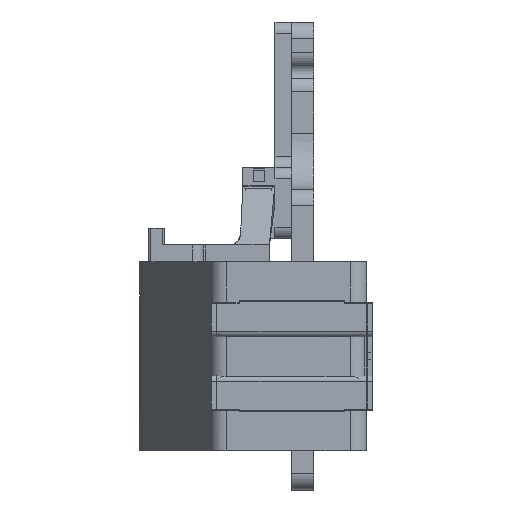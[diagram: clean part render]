
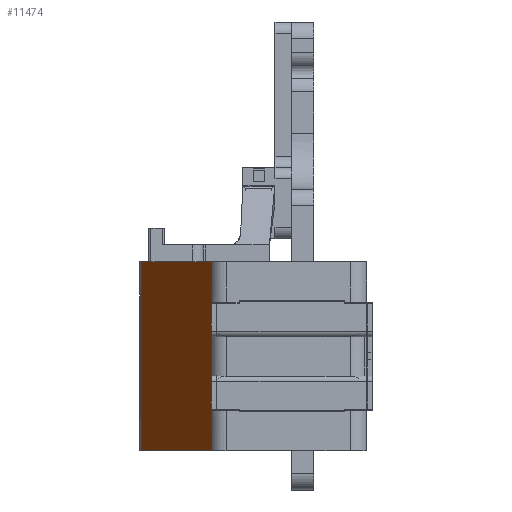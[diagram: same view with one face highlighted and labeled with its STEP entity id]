
A CAD part, left-side view. The second image highlights one B-rep face of the part: STEP entity #11474.
In plain terms, the highlighted planar face has unit normal (-0.49, 0.872, 0).
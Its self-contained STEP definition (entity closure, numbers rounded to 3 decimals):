
#371=PLANE('',#12432);
#964=FACE_OUTER_BOUND('',#1656,.T.);
#1656=EDGE_LOOP('',(#9384,#9385,#9386,#9387,#9388,#9389,#9390,#9391,#9392,
#9393));
#2002=LINE('',#16256,#3262);
#2015=LINE('',#16312,#3275);
#2759=LINE('',#18446,#4019);
#2760=LINE('',#18448,#4020);
#2761=LINE('',#18450,#4021);
#2762=LINE('',#18451,#4022);
#2763=LINE('',#18453,#4023);
#2764=LINE('',#18455,#4024);
#2765=LINE('',#18457,#4025);
#2766=LINE('',#18458,#4026);
#3262=VECTOR('',#12945,10.);
#3275=VECTOR('',#12990,10.);
#4019=VECTOR('',#14846,10.);
#4020=VECTOR('',#14847,10.);
#4021=VECTOR('',#14848,10.);
#4022=VECTOR('',#14849,10.);
#4023=VECTOR('',#14850,10.);
#4024=VECTOR('',#14851,10.);
#4025=VECTOR('',#14852,10.);
#4026=VECTOR('',#14853,10.);
#4903=VERTEX_POINT('',#16253);
#4904=VERTEX_POINT('',#16255);
#4930=VERTEX_POINT('',#16309);
#4931=VERTEX_POINT('',#16311);
#5632=VERTEX_POINT('',#18445);
#5633=VERTEX_POINT('',#18447);
#5634=VERTEX_POINT('',#18449);
#5635=VERTEX_POINT('',#18452);
#5636=VERTEX_POINT('',#18454);
#5637=VERTEX_POINT('',#18456);
#5990=EDGE_CURVE('',#4904,#4903,#2002,.T.);
#6017=EDGE_CURVE('',#4930,#4931,#2015,.T.);
#7013=EDGE_CURVE('',#4931,#5632,#2759,.T.);
#7014=EDGE_CURVE('',#5633,#4930,#2760,.T.);
#7015=EDGE_CURVE('',#5634,#5633,#2761,.T.);
#7016=EDGE_CURVE('',#4904,#5634,#2762,.T.);
#7017=EDGE_CURVE('',#4903,#5635,#2763,.T.);
#7018=EDGE_CURVE('',#5636,#5635,#2764,.T.);
#7019=EDGE_CURVE('',#5637,#5636,#2765,.T.);
#7020=EDGE_CURVE('',#5632,#5637,#2766,.T.);
#9384=ORIENTED_EDGE('',*,*,#7013,.F.);
#9385=ORIENTED_EDGE('',*,*,#6017,.F.);
#9386=ORIENTED_EDGE('',*,*,#7014,.F.);
#9387=ORIENTED_EDGE('',*,*,#7015,.F.);
#9388=ORIENTED_EDGE('',*,*,#7016,.F.);
#9389=ORIENTED_EDGE('',*,*,#5990,.T.);
#9390=ORIENTED_EDGE('',*,*,#7017,.T.);
#9391=ORIENTED_EDGE('',*,*,#7018,.F.);
#9392=ORIENTED_EDGE('',*,*,#7019,.F.);
#9393=ORIENTED_EDGE('',*,*,#7020,.F.);
#11474=ADVANCED_FACE('',(#964),#371,.T.);
#12432=AXIS2_PLACEMENT_3D('',#18444,#14844,#14845);
#12945=DIRECTION('',(-0.872,-0.49,0.));
#12990=DIRECTION('',(-0.872,-0.49,0.));
#14844=DIRECTION('center_axis',(-0.49,0.872,0.));
#14845=DIRECTION('ref_axis',(-0.872,-0.49,0.));
#14846=DIRECTION('',(0.,0.,-1.));
#14847=DIRECTION('',(-0.872,-0.49,0.));
#14848=DIRECTION('',(-0.872,-0.49,0.));
#14849=DIRECTION('',(0.,0.,1.));
#14850=DIRECTION('',(0.,0.,1.));
#14851=DIRECTION('',(-0.872,-0.49,0.));
#14852=DIRECTION('',(0.,0.,-1.));
#14853=DIRECTION('',(0.872,0.49,0.));
#16253=CARTESIAN_POINT('',(-225.969,14.352,-27.));
#16255=CARTESIAN_POINT('',(-203.684,26.868,-27.));
#16256=CARTESIAN_POINT('',(-227.5,13.492,-27.));
#16309=CARTESIAN_POINT('',(-223.044,15.995,7.));
#16311=CARTESIAN_POINT('',(-225.969,14.352,7.));
#16312=CARTESIAN_POINT('',(-227.5,13.492,7.));
#18444=CARTESIAN_POINT('Origin',(-203.,27.252,4.));
#18445=CARTESIAN_POINT('',(-225.969,14.352,-0.3));
#18446=CARTESIAN_POINT('',(-225.969,14.352,4.));
#18447=CARTESIAN_POINT('',(-205.671,25.752,7.));
#18448=CARTESIAN_POINT('',(-227.5,13.492,7.));
#18449=CARTESIAN_POINT('',(-203.684,26.868,7.));
#18450=CARTESIAN_POINT('',(-227.5,13.492,7.));
#18451=CARTESIAN_POINT('',(-203.684,26.868,4.));
#18452=CARTESIAN_POINT('',(-225.969,14.352,-19.7));
#18453=CARTESIAN_POINT('',(-225.969,14.352,-24.));
#18454=CARTESIAN_POINT('',(-225.809,14.442,-19.7));
#18455=CARTESIAN_POINT('',(-216.53,19.654,-19.7));
#18456=CARTESIAN_POINT('',(-225.809,14.442,-0.3));
#18457=CARTESIAN_POINT('',(-225.809,14.442,-17.));
#18458=CARTESIAN_POINT('',(-213.603,21.297,-0.3));
